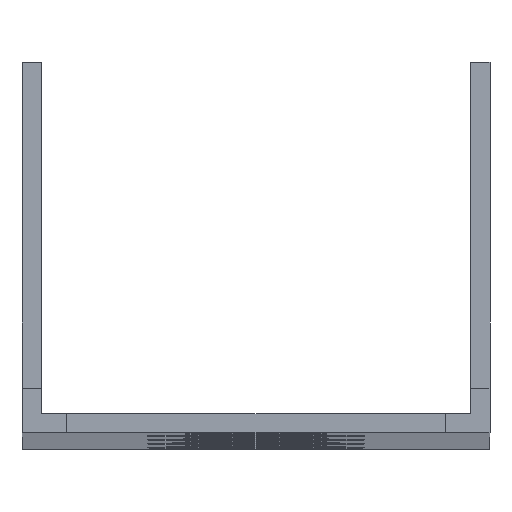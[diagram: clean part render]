
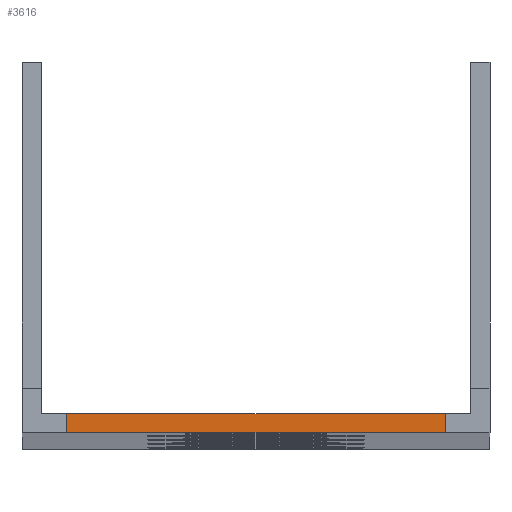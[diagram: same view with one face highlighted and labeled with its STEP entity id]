
A CAD part, top view. The second image highlights one B-rep face of the part: STEP entity #3616.
In plain terms, the highlighted planar face has unit normal (0, 0, 1).
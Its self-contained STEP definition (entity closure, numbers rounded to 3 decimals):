
#471=FACE_OUTER_BOUND('',#739,.T.);
#739=EDGE_LOOP('',(#2672,#2673,#2674,#2675));
#955=LINE('',#5218,#1253);
#1024=LINE('',#5556,#1322);
#1080=LINE('',#5767,#1378);
#1082=LINE('',#5770,#1380);
#1253=VECTOR('',#4177,10.);
#1322=VECTOR('',#4454,10.);
#1378=VECTOR('',#4612,10.);
#1380=VECTOR('',#4616,10.);
#1551=VERTEX_POINT('',#5215);
#1552=VERTEX_POINT('',#5217);
#1716=VERTEX_POINT('',#5553);
#1717=VERTEX_POINT('',#5555);
#1883=EDGE_CURVE('',#1551,#1552,#955,.T.);
#2052=EDGE_CURVE('',#1717,#1716,#1024,.T.);
#2158=EDGE_CURVE('',#1551,#1717,#1080,.T.);
#2160=EDGE_CURVE('',#1716,#1552,#1082,.T.);
#2672=ORIENTED_EDGE('',*,*,#2160,.T.);
#2673=ORIENTED_EDGE('',*,*,#1883,.F.);
#2674=ORIENTED_EDGE('',*,*,#2158,.T.);
#2675=ORIENTED_EDGE('',*,*,#2052,.T.);
#3379=PLANE('',#3957);
#3616=ADVANCED_FACE('',(#471),#3379,.F.);
#3957=AXIS2_PLACEMENT_3D('',#5774,#4619,#4620);
#4177=DIRECTION('',(-1.,0.,0.));
#4454=DIRECTION('',(-1.,0.,0.));
#4612=DIRECTION('',(0.,1.,0.));
#4616=DIRECTION('',(0.,-1.,0.));
#4619=DIRECTION('center_axis',(0.,0.,
-1.));
#4620=DIRECTION('ref_axis',(-1.,0.,0.));
#5215=CARTESIAN_POINT('',(-29.679,0.,0.));
#5217=CARTESIAN_POINT('',(-59.321,0.,0.));
#5218=CARTESIAN_POINT('',(0.,0.,0.));
#5553=CARTESIAN_POINT('',(-59.321,1.5,0.));
#5555=CARTESIAN_POINT('',(-29.679,1.5,0.));
#5556=CARTESIAN_POINT('',(0.,1.5,0.));
#5767=CARTESIAN_POINT('',(-29.679,0.75,0.));
#5770=CARTESIAN_POINT('',(-59.321,0.75,0.));
#5774=CARTESIAN_POINT('Origin',(-23.429,3.5,0.));
